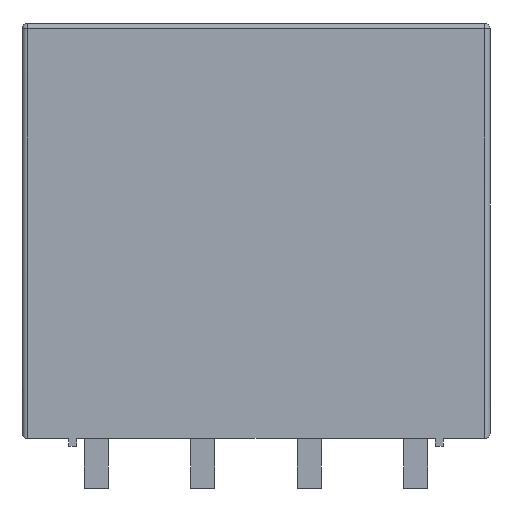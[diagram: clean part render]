
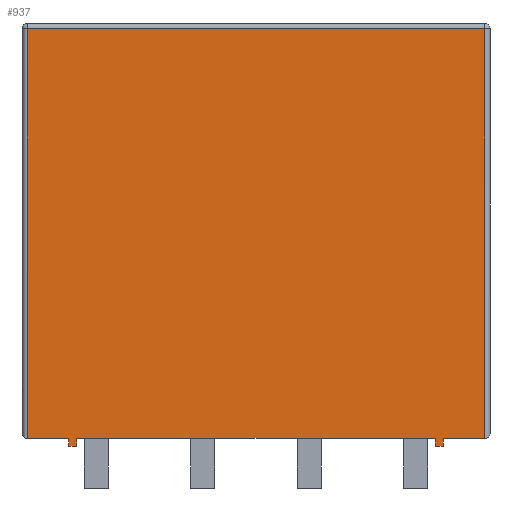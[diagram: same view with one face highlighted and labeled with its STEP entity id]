
A CAD part, front view. The second image highlights one B-rep face of the part: STEP entity #937.
In plain terms, the highlighted planar face has unit normal (0, -1, 0).
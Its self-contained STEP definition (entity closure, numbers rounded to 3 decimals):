
#742 = CARTESIAN_POINT ( 'NONE',  ( 10.9, -1.78, 0.381 ) ) ;
#743 = VERTEX_POINT ( 'NONE', #742 ) ;
#750 = CARTESIAN_POINT ( 'NONE',  ( 8.926, -1.78, 0.381 ) ) ;
#751 = VERTEX_POINT ( 'NONE', #750 ) ;
#752 = CARTESIAN_POINT ( 'NONE',  ( -11.15, -1.78, 0.381 ) ) ;
#753 = DIRECTION ( 'NONE',  ( 1., 0., 0. ) ) ;
#754 = VECTOR ( 'NONE', #753, 1000. ) ;
#755 = LINE ( 'NONE', #752, #754 ) ;
#756 = EDGE_CURVE ( 'NONE', #751, #743, #755, .T. ) ;
#772 = CARTESIAN_POINT ( 'NONE',  ( 8.545, -1.78, 0.381 ) ) ;
#773 = VERTEX_POINT ( 'NONE', #772 ) ;
#782 = CARTESIAN_POINT ( 'NONE',  ( -8.545, -1.78, 0.381 ) ) ;
#783 = VERTEX_POINT ( 'NONE', #782 ) ;
#784 = CARTESIAN_POINT ( 'NONE',  ( -11.15, -1.78, 0.381 ) ) ;
#785 = DIRECTION ( 'NONE',  ( 1., 0., 0. ) ) ;
#786 = VECTOR ( 'NONE', #785, 1000. ) ;
#787 = LINE ( 'NONE', #784, #786 ) ;
#788 = EDGE_CURVE ( 'NONE', #783, #773, #787, .T. ) ;
#852 = CARTESIAN_POINT ( 'NONE',  ( 10.9, -1.78, 19.9 ) ) ;
#853 = VERTEX_POINT ( 'NONE', #852 ) ;
#854 = CARTESIAN_POINT ( 'NONE',  ( -10.9, -1.78, 19.9 ) ) ;
#855 = VERTEX_POINT ( 'NONE', #854 ) ;
#856 = CARTESIAN_POINT ( 'NONE',  ( -11.15, -1.78, 19.9 ) ) ;
#857 = DIRECTION ( 'NONE',  ( -1., 0., 0. ) ) ;
#858 = VECTOR ( 'NONE', #857, 1000. ) ;
#859 = LINE ( 'NONE', #856, #858 ) ;
#860 = EDGE_CURVE ( 'NONE', #853, #855, #859, .T. ) ;
#861 = ORIENTED_EDGE ( 'NONE', *, *, #860, .T. ) ;
#862 = CARTESIAN_POINT ( 'NONE',  ( -10.9, -1.78, 0.381 ) ) ;
#863 = VERTEX_POINT ( 'NONE', #862 ) ;
#864 = CARTESIAN_POINT ( 'NONE',  ( -10.9, -1.78, 20.15 ) ) ;
#865 = DIRECTION ( 'NONE',  ( 0., 0., -1. ) ) ;
#866 = VECTOR ( 'NONE', #865, 1000. ) ;
#867 = LINE ( 'NONE', #864, #866 ) ;
#868 = EDGE_CURVE ( 'NONE', #855, #863, #867, .T. ) ;
#869 = ORIENTED_EDGE ( 'NONE', *, *, #868, .T. ) ;
#870 = CARTESIAN_POINT ( 'NONE',  ( -8.926, -1.78, 0.381 ) ) ;
#871 = VERTEX_POINT ( 'NONE', #870 ) ;
#872 = CARTESIAN_POINT ( 'NONE',  ( -11.15, -1.78, 0.381 ) ) ;
#873 = DIRECTION ( 'NONE',  ( 1., 0., 0. ) ) ;
#874 = VECTOR ( 'NONE', #873, 1000. ) ;
#875 = LINE ( 'NONE', #872, #874 ) ;
#876 = EDGE_CURVE ( 'NONE', #863, #871, #875, .T. ) ;
#877 = ORIENTED_EDGE ( 'NONE', *, *, #876, .T. ) ;
#878 = CARTESIAN_POINT ( 'NONE',  ( -8.926, -1.78, 0. ) ) ;
#879 = VERTEX_POINT ( 'NONE', #878 ) ;
#880 = CARTESIAN_POINT ( 'NONE',  ( -8.926, -1.78, 0. ) ) ;
#881 = DIRECTION ( 'NONE',  ( 0., 0., 1. ) ) ;
#882 = VECTOR ( 'NONE', #881, 1000. ) ;
#883 = LINE ( 'NONE', #880, #882 ) ;
#884 = EDGE_CURVE ( 'NONE', #879, #871, #883, .T. ) ;
#885 = ORIENTED_EDGE ( 'NONE', *, *, #884, .F. ) ;
#886 = CARTESIAN_POINT ( 'NONE',  ( -8.545, -1.78, 0. ) ) ;
#887 = VERTEX_POINT ( 'NONE', #886 ) ;
#888 = CARTESIAN_POINT ( 'NONE',  ( -8.926, -1.78, 0. ) ) ;
#889 = DIRECTION ( 'NONE',  ( 1., 0., 0. ) ) ;
#890 = VECTOR ( 'NONE', #889, 1000. ) ;
#891 = LINE ( 'NONE', #888, #890 ) ;
#892 = EDGE_CURVE ( 'NONE', #879, #887, #891, .T. ) ;
#893 = ORIENTED_EDGE ( 'NONE', *, *, #892, .T. ) ;
#894 = CARTESIAN_POINT ( 'NONE',  ( -8.545, -1.78, 0. ) ) ;
#895 = DIRECTION ( 'NONE',  ( 0., 0., 1. ) ) ;
#896 = VECTOR ( 'NONE', #895, 1000. ) ;
#897 = LINE ( 'NONE', #894, #896 ) ;
#898 = EDGE_CURVE ( 'NONE', #887, #783, #897, .T. ) ;
#899 = ORIENTED_EDGE ( 'NONE', *, *, #898, .T. ) ;
#900 = ORIENTED_EDGE ( 'NONE', *, *, #788, .T. ) ;
#901 = CARTESIAN_POINT ( 'NONE',  ( 8.545, -1.78, 0. ) ) ;
#902 = VERTEX_POINT ( 'NONE', #901 ) ;
#903 = CARTESIAN_POINT ( 'NONE',  ( 8.545, -1.78, 0. ) ) ;
#904 = DIRECTION ( 'NONE',  ( 0., 0., 1. ) ) ;
#905 = VECTOR ( 'NONE', #904, 1000. ) ;
#906 = LINE ( 'NONE', #903, #905 ) ;
#907 = EDGE_CURVE ( 'NONE', #902, #773, #906, .T. ) ;
#908 = ORIENTED_EDGE ( 'NONE', *, *, #907, .F. ) ;
#909 = CARTESIAN_POINT ( 'NONE',  ( 8.926, -1.78, 0. ) ) ;
#910 = VERTEX_POINT ( 'NONE', #909 ) ;
#911 = CARTESIAN_POINT ( 'NONE',  ( 8.545, -1.78, 0. ) ) ;
#912 = DIRECTION ( 'NONE',  ( -1., 0., 0. ) ) ;
#913 = VECTOR ( 'NONE', #912, 1000. ) ;
#914 = LINE ( 'NONE', #911, #913 ) ;
#915 = EDGE_CURVE ( 'NONE', #910, #902, #914, .T. ) ;
#916 = ORIENTED_EDGE ( 'NONE', *, *, #915, .F. ) ;
#917 = CARTESIAN_POINT ( 'NONE',  ( 8.926, -1.78, 0. ) ) ;
#918 = DIRECTION ( 'NONE',  ( 0., 0., 1. ) ) ;
#919 = VECTOR ( 'NONE', #918, 1000. ) ;
#920 = LINE ( 'NONE', #917, #919 ) ;
#921 = EDGE_CURVE ( 'NONE', #910, #751, #920, .T. ) ;
#922 = ORIENTED_EDGE ( 'NONE', *, *, #921, .T. ) ;
#923 = ORIENTED_EDGE ( 'NONE', *, *, #756, .T. ) ;
#924 = CARTESIAN_POINT ( 'NONE',  ( 10.9, -1.78, 20.15 ) ) ;
#925 = DIRECTION ( 'NONE',  ( 0., 0., 1. ) ) ;
#926 = VECTOR ( 'NONE', #925, 1000. ) ;
#927 = LINE ( 'NONE', #924, #926 ) ;
#928 = EDGE_CURVE ( 'NONE', #743, #853, #927, .T. ) ;
#929 = ORIENTED_EDGE ( 'NONE', *, *, #928, .T. ) ;
#930 = EDGE_LOOP ( 'NONE', ( #861, #869, #877, #885, #893, #899, #900, #908, #916, #922, #923, #929 ) ) ;
#931 = FACE_OUTER_BOUND ( 'NONE', #930, .T. ) ;
#932 = CARTESIAN_POINT ( 'NONE',  ( -11.15, -1.78, 20.15 ) ) ;
#933 = DIRECTION ( 'NONE',  ( 0., 1., 0. ) ) ;
#934 = DIRECTION ( 'NONE',  ( -1., 0., 0. ) ) ;
#935 = AXIS2_PLACEMENT_3D ( 'NONE', #932, #933, #934 ) ;
#936 = PLANE ( 'NONE', #935 ) ;
#937 = ADVANCED_FACE ( 'NONE', ( #931 ), #936, .F. ) ;
